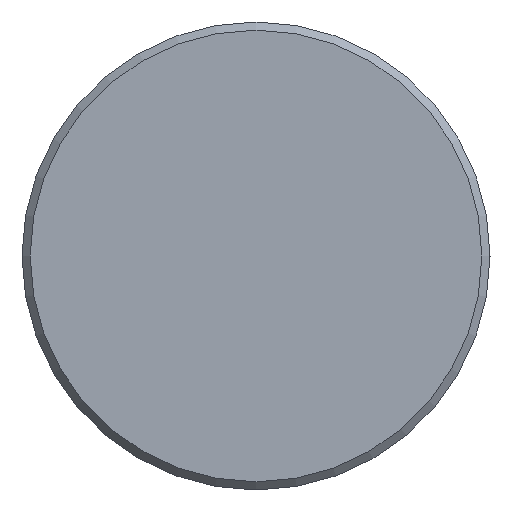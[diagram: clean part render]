
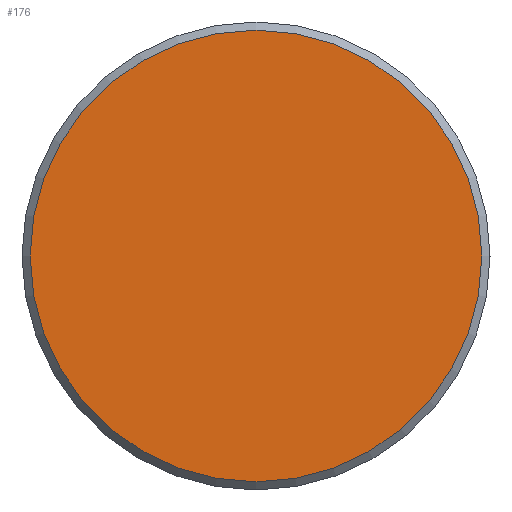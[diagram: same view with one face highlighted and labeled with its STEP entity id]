
A CAD part, left-side view. The second image highlights one B-rep face of the part: STEP entity #176.
In plain terms, the highlighted planar face has unit normal (-1, 0, 0).
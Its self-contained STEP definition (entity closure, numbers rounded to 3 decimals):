
#176=ADVANCED_FACE('',(#189),#185,.T.);
#185=PLANE('',#286);
#189=FACE_OUTER_BOUND('',#199,.T.);
#199=EDGE_LOOP('',(#223));
#223=ORIENTED_EDGE('',*,*,#255,.T.);
#243=VERTEX_POINT('',#369);
#255=EDGE_CURVE('',#243,#243,#267,.T.);
#267=CIRCLE('',#285,19.3);
#285=AXIS2_PLACEMENT_3D('',#368,#322,#323);
#286=AXIS2_PLACEMENT_3D('',#370,#324,#325);
#322=DIRECTION('',(-1.,0.,0.));
#323=DIRECTION('',(0.,0.,1.));
#324=DIRECTION('',(-1.,0.,0.));
#325=DIRECTION('',(0.,0.,1.));
#368=CARTESIAN_POINT('',(-2.3,0.,0.));
#369=CARTESIAN_POINT('',(-2.3,0.,19.3));
#370=CARTESIAN_POINT('',(-2.3,4.5,0.));
